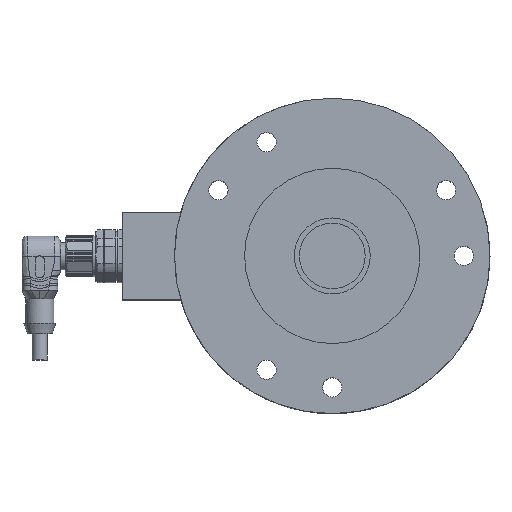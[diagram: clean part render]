
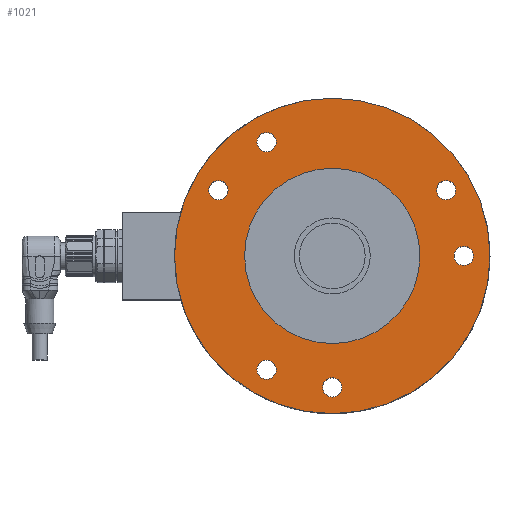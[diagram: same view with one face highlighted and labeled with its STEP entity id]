
A CAD part, top view. The second image highlights one B-rep face of the part: STEP entity #1021.
In plain terms, the highlighted planar face has unit normal (0, 0, 1).
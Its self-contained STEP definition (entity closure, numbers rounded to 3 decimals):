
#632 = AXIS2_PLACEMENT_3D ( 'NONE', #10244, #17797, #16051 ) ;
#653 = DIRECTION ( 'NONE',  ( 0., 1., 0. ) ) ;
#906 = CIRCLE ( 'NONE', #9189, 54. ) ;
#1021 = ADVANCED_FACE ( 'NONE', ( #10400, #23558, #18302, #3199, #1345, #19820, #23794, #10621 ), #8892, .F. ) ;
#1345 = FACE_BOUND ( 'NONE', #1688, .T. ) ;
#1411 = CIRCLE ( 'NONE', #632, 3.3 ) ;
#1688 = EDGE_LOOP ( 'NONE', ( #8829 ) ) ;
#1776 = CARTESIAN_POINT ( 'NONE',  ( 0., 30., 4.25 ) ) ;
#1946 = AXIS2_PLACEMENT_3D ( 'NONE', #10579, #22113, #16519 ) ;
#2115 = AXIS2_PLACEMENT_3D ( 'NONE', #20288, #14698, #11112 ) ;
#2300 = EDGE_CURVE ( 'NONE', #8122, #8122, #12990, .T. ) ;
#2778 = ORIENTED_EDGE ( 'NONE', *, *, #6117, .T. ) ;
#2782 = CIRCLE ( 'NONE', #7098, 3.3 ) ;
#3032 = CARTESIAN_POINT ( 'NONE',  ( 0., 0., 4.25 ) ) ;
#3064 = ORIENTED_EDGE ( 'NONE', *, *, #16047, .T. ) ;
#3199 = FACE_BOUND ( 'NONE', #22983, .T. ) ;
#3247 = VERTEX_POINT ( 'NONE', #18846 ) ;
#3323 = EDGE_CURVE ( 'NONE', #14744, #14744, #1411, .T. ) ;
#4139 = CIRCLE ( 'NONE', #18367, 30. ) ;
#4186 = CIRCLE ( 'NONE', #20016, 3.3 ) ;
#4353 = DIRECTION ( 'NONE',  ( 0., 0., 1. ) ) ;
#4934 = CARTESIAN_POINT ( 'NONE',  ( -30., 0., 4.25 ) ) ;
#5368 = EDGE_LOOP ( 'NONE', ( #20217 ) ) ;
#5622 = VERTEX_POINT ( 'NONE', #10946 ) ;
#6117 = EDGE_CURVE ( 'NONE', #3247, #3247, #4186, .T. ) ;
#6312 = ORIENTED_EDGE ( 'NONE', *, *, #8355, .F. ) ;
#6355 = EDGE_LOOP ( 'NONE', ( #19212 ) ) ;
#6852 = CIRCLE ( 'NONE', #2115, 3.3 ) ;
#7098 = AXIS2_PLACEMENT_3D ( 'NONE', #7417, #19191, #11374 ) ;
#7417 = CARTESIAN_POINT ( 'NONE',  ( 45., 0., 4.25 ) ) ;
#8122 = VERTEX_POINT ( 'NONE', #9180 ) ;
#8355 = EDGE_CURVE ( 'NONE', #16745, #16745, #4139, .T. ) ;
#8550 = DIRECTION ( 'NONE',  ( 0., 0., -1. ) ) ;
#8729 = DIRECTION ( 'NONE',  ( 0., 0., 1. ) ) ;
#8829 = ORIENTED_EDGE ( 'NONE', *, *, #13921, .T. ) ;
#8892 = PLANE ( 'NONE',  #20874 ) ;
#8999 = DIRECTION ( 'NONE',  ( 0., 0., -1. ) ) ;
#9180 = CARTESIAN_POINT ( 'NONE',  ( -38.971, 19.2, 4.25 ) ) ;
#9189 = AXIS2_PLACEMENT_3D ( 'NONE', #3032, #8729, #12067 ) ;
#9334 = EDGE_LOOP ( 'NONE', ( #2778 ) ) ;
#9685 = VERTEX_POINT ( 'NONE', #13896 ) ;
#10244 = CARTESIAN_POINT ( 'NONE',  ( -22.5, 38.971, 4.25 ) ) ;
#10400 = FACE_BOUND ( 'NONE', #5368, .T. ) ;
#10579 = CARTESIAN_POINT ( 'NONE',  ( -38.971, 22.5, 4.25 ) ) ;
#10621 = FACE_OUTER_BOUND ( 'NONE', #12427, .T. ) ;
#10946 = CARTESIAN_POINT ( 'NONE',  ( -22.5, -42.271, 4.25 ) ) ;
#11112 = DIRECTION ( 'NONE',  ( 0., -1., 0. ) ) ;
#11374 = DIRECTION ( 'NONE',  ( 0., -1., 0. ) ) ;
#12067 = DIRECTION ( 'NONE',  ( 0., 1., 0. ) ) ;
#12427 = EDGE_LOOP ( 'NONE', ( #19394 ) ) ;
#12642 = CARTESIAN_POINT ( 'NONE',  ( -22.5, 35.671, 4.25 ) ) ;
#12990 = CIRCLE ( 'NONE', #1946, 3.3 ) ;
#13896 = CARTESIAN_POINT ( 'NONE',  ( 45., -3.3, 4.25 ) ) ;
#13921 = EDGE_CURVE ( 'NONE', #9685, #9685, #2782, .T. ) ;
#13925 = AXIS2_PLACEMENT_3D ( 'NONE', #14557, #8999, #16549 ) ;
#14514 = EDGE_CURVE ( 'NONE', #23218, #23218, #906, .T. ) ;
#14557 = CARTESIAN_POINT ( 'NONE',  ( 0., -45., 4.25 ) ) ;
#14656 = CARTESIAN_POINT ( 'NONE',  ( 0., -48.3, 4.25 ) ) ;
#14698 = DIRECTION ( 'NONE',  ( 0., 0., -1. ) ) ;
#14744 = VERTEX_POINT ( 'NONE', #12642 ) ;
#16047 = EDGE_CURVE ( 'NONE', #16764, #16764, #21469, .T. ) ;
#16051 = DIRECTION ( 'NONE',  ( 0., -1., 0. ) ) ;
#16519 = DIRECTION ( 'NONE',  ( 0., -1., 0. ) ) ;
#16549 = DIRECTION ( 'NONE',  ( 0., -1., 0. ) ) ;
#16745 = VERTEX_POINT ( 'NONE', #1776 ) ;
#16764 = VERTEX_POINT ( 'NONE', #14656 ) ;
#17240 = CARTESIAN_POINT ( 'NONE',  ( 0., 54., 4.25 ) ) ;
#17463 = EDGE_CURVE ( 'NONE', #5622, #5622, #6852, .T. ) ;
#17700 = DIRECTION ( 'NONE',  ( 0., -1., 0. ) ) ;
#17797 = DIRECTION ( 'NONE',  ( 0., 0., -1. ) ) ;
#18302 = FACE_BOUND ( 'NONE', #21609, .T. ) ;
#18367 = AXIS2_PLACEMENT_3D ( 'NONE', #23461, #4353, #653 ) ;
#18651 = ORIENTED_EDGE ( 'NONE', *, *, #17463, .T. ) ;
#18846 = CARTESIAN_POINT ( 'NONE',  ( 38.971, 19.2, 4.25 ) ) ;
#19191 = DIRECTION ( 'NONE',  ( 0., 0., -1. ) ) ;
#19212 = ORIENTED_EDGE ( 'NONE', *, *, #3323, .T. ) ;
#19394 = ORIENTED_EDGE ( 'NONE', *, *, #14514, .T. ) ;
#19820 = FACE_BOUND ( 'NONE', #9334, .T. ) ;
#20016 = AXIS2_PLACEMENT_3D ( 'NONE', #23548, #21909, #17700 ) ;
#20050 = DIRECTION ( 'NONE',  ( 0., -1., 0. ) ) ;
#20217 = ORIENTED_EDGE ( 'NONE', *, *, #2300, .T. ) ;
#20288 = CARTESIAN_POINT ( 'NONE',  ( -22.5, -38.971, 4.25 ) ) ;
#20874 = AXIS2_PLACEMENT_3D ( 'NONE', #4934, #8550, #20050 ) ;
#21469 = CIRCLE ( 'NONE', #13925, 3.3 ) ;
#21609 = EDGE_LOOP ( 'NONE', ( #3064 ) ) ;
#21909 = DIRECTION ( 'NONE',  ( 0., 0., -1. ) ) ;
#22113 = DIRECTION ( 'NONE',  ( 0., 0., -1. ) ) ;
#22983 = EDGE_LOOP ( 'NONE', ( #18651 ) ) ;
#23153 = EDGE_LOOP ( 'NONE', ( #6312 ) ) ;
#23218 = VERTEX_POINT ( 'NONE', #17240 ) ;
#23461 = CARTESIAN_POINT ( 'NONE',  ( 0., 0., 4.25 ) ) ;
#23548 = CARTESIAN_POINT ( 'NONE',  ( 38.971, 22.5, 4.25 ) ) ;
#23558 = FACE_BOUND ( 'NONE', #6355, .T. ) ;
#23794 = FACE_BOUND ( 'NONE', #23153, .T. ) ;
